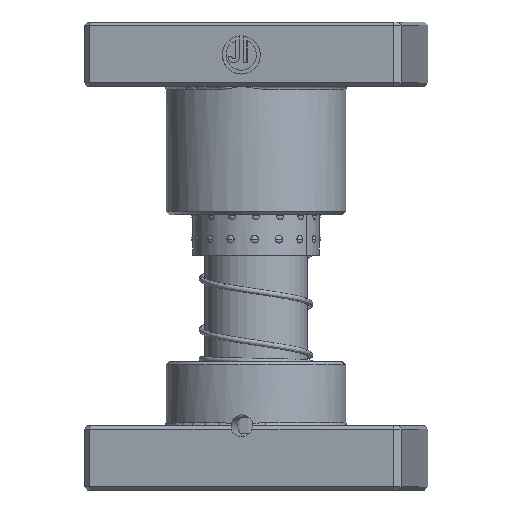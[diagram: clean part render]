
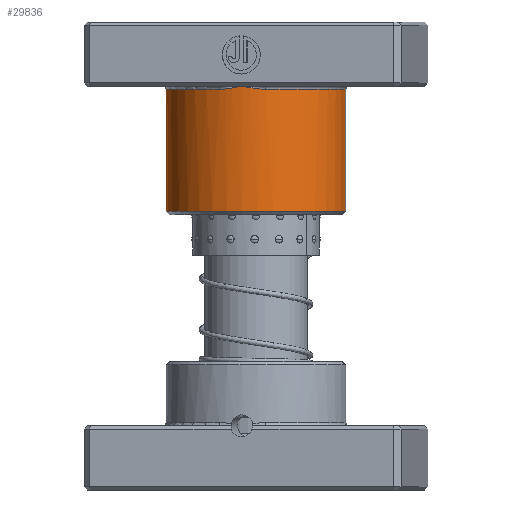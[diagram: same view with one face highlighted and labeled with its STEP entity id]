
A CAD part, front view. The second image highlights one B-rep face of the part: STEP entity #29836.
In plain terms, the highlighted cylindrical face has radius 28 mm (diameter 56 mm), a partial arc.
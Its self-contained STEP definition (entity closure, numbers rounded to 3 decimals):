
#208 = LINE ( 'NONE', #23477, #34366 ) ;
#264 = CARTESIAN_POINT ( 'NONE',  ( -28., 0., 59. ) ) ;
#805 = DIRECTION ( 'NONE',  ( 0., 0., 1. ) ) ;
#1095 = CARTESIAN_POINT ( 'NONE',  ( 7.289, 27.034, 21. ) ) ;
#1222 = CARTESIAN_POINT ( 'NONE',  ( 0.304, 28., 20.058 ) ) ;
#1419 = ORIENTED_EDGE ( 'NONE', *, *, #21376, .T. ) ;
#2098 = CARTESIAN_POINT ( 'NONE',  ( -7.289, 27.034, 21. ) ) ;
#2809 = CARTESIAN_POINT ( 'NONE',  ( -4.268, 27.68, 20.755 ) ) ;
#3622 = DIRECTION ( 'NONE',  ( 0., 0., -1. ) ) ;
#3937 = CARTESIAN_POINT ( 'NONE',  ( 0., 0., 60. ) ) ;
#5091 = AXIS2_PLACEMENT_3D ( 'NONE', #32011, #12156, #35313 ) ;
#6106 = CARTESIAN_POINT ( 'NONE',  ( -6.081, 27.339, 20.959 ) ) ;
#7375 = VECTOR ( 'NONE', #22525, 1000. ) ;
#7581 = ORIENTED_EDGE ( 'NONE', *, *, #23905, .F. ) ;
#7585 = VERTEX_POINT ( 'NONE', #8399 ) ;
#7673 = CARTESIAN_POINT ( 'NONE',  ( 6.685, 27.198, 21. ) ) ;
#7959 = DIRECTION ( 'NONE',  ( 0., 0., -1. ) ) ;
#8115 = VERTEX_POINT ( 'NONE', #34059 ) ;
#8399 = CARTESIAN_POINT ( 'NONE',  ( 0., 28., 20. ) ) ;
#9429 = CARTESIAN_POINT ( 'NONE',  ( -7.289, 27.034, 21. ) ) ;
#11033 = DIRECTION ( 'NONE',  ( 0., 0., -1. ) ) ;
#11040 = CARTESIAN_POINT ( 'NONE',  ( 4.873, 27.58, 20.837 ) ) ;
#11687 = EDGE_CURVE ( 'NONE', #24162, #7585, #20260, .T. ) ;
#11728 = ORIENTED_EDGE ( 'NONE', *, *, #40883, .T. ) ;
#12156 = DIRECTION ( 'NONE',  ( 0., 0., 1. ) ) ;
#12731 = AXIS2_PLACEMENT_3D ( 'NONE', #3937, #11033, #40542 ) ;
#12777 = ORIENTED_EDGE ( 'NONE', *, *, #16952, .T. ) ;
#14380 = CARTESIAN_POINT ( 'NONE',  ( 3.054, 27.84, 20.566 ) ) ;
#16917 = ORIENTED_EDGE ( 'NONE', *, *, #11687, .T. ) ;
#16952 = EDGE_CURVE ( 'NONE', #20024, #8115, #25045, .T. ) ;
#17712 = CARTESIAN_POINT ( 'NONE',  ( 1.529, 27.96, 20.291 ) ) ;
#17787 = EDGE_CURVE ( 'NONE', #23649, #28455, #34512, .T. ) ;
#18171 = FACE_OUTER_BOUND ( 'NONE', #41227, .T. ) ;
#18381 = CARTESIAN_POINT ( 'NONE',  ( 28., 0., 59. ) ) ;
#19112 = CIRCLE ( 'NONE', #26484, 28. ) ;
#19486 = CARTESIAN_POINT ( 'NONE',  ( 28., 0., 60. ) ) ;
#20024 = VERTEX_POINT ( 'NONE', #18381 ) ;
#20260 = B_SPLINE_CURVE_WITH_KNOTS ( 'NONE', 3,
 ( #1095, #7673, #30899, #11040, #34206, #14380, #37495, #17712, #40852, #21030, #1222, #24388 ),
 .UNSPECIFIED., .F., .F.,
 ( 4, 2, 2, 2, 2, 4 ),
 ( 0., 0.002, 0.004, 0.006, 0.006, 0.007 ),
 .UNSPECIFIED. ) ;
#20623 = CARTESIAN_POINT ( 'NONE',  ( 0., 0., 21. ) ) ;
#21030 = CARTESIAN_POINT ( 'NONE',  ( 0.611, 27.995, 20.118 ) ) ;
#21376 = EDGE_CURVE ( 'NONE', #7585, #23649, #30240, .T. ) ;
#22525 = DIRECTION ( 'NONE',  ( 0., 0., -1. ) ) ;
#22650 = CARTESIAN_POINT ( 'NONE',  ( -2.448, 27.92, 20.472 ) ) ;
#23477 = CARTESIAN_POINT ( 'NONE',  ( -28., 0., 60. ) ) ;
#23649 = VERTEX_POINT ( 'NONE', #2098 ) ;
#23905 = EDGE_CURVE ( 'NONE', #41921, #28455, #208, .T. ) ;
#23976 = DIRECTION ( 'NONE',  ( 1., 0., 0. ) ) ;
#24162 = VERTEX_POINT ( 'NONE', #28500 ) ;
#24388 = CARTESIAN_POINT ( 'NONE',  ( 0., 28., 20. ) ) ;
#25045 = LINE ( 'NONE', #19486, #7375 ) ;
#25970 = CARTESIAN_POINT ( 'NONE',  ( -4.873, 27.58, 20.837 ) ) ;
#26002 = AXIS2_PLACEMENT_3D ( 'NONE', #20623, #805, #23976 ) ;
#26484 = AXIS2_PLACEMENT_3D ( 'NONE', #27874, #7959, #31198 ) ;
#27300 = CARTESIAN_POINT ( 'NONE',  ( -28., 0., 21. ) ) ;
#27874 = CARTESIAN_POINT ( 'NONE',  ( 0., 0., 59. ) ) ;
#28424 = EDGE_CURVE ( 'NONE', #8115, #24162, #33356, .T. ) ;
#28455 = VERTEX_POINT ( 'NONE', #27300 ) ;
#28500 = CARTESIAN_POINT ( 'NONE',  ( 7.289, 27.034, 21. ) ) ;
#29304 = CARTESIAN_POINT ( 'NONE',  ( -6.685, 27.198, 21. ) ) ;
#29836 = ADVANCED_FACE ( 'NONE', ( #18171 ), #34722, .T. ) ;
#30240 = B_SPLINE_CURVE_WITH_KNOTS ( 'NONE', 3,
 ( #39075, #35664, #22650, #2809, #25970, #6106, #29304, #9429 ),
 .UNSPECIFIED., .F., .F.,
 ( 4, 2, 2, 4 ),
 ( 0., 0.004, 0.006, 0.007 ),
 .UNSPECIFIED. ) ;
#30899 = CARTESIAN_POINT ( 'NONE',  ( 6.081, 27.339, 20.959 ) ) ;
#31198 = DIRECTION ( 'NONE',  ( 1., 0., 0. ) ) ;
#31449 = ORIENTED_EDGE ( 'NONE', *, *, #28424, .T. ) ;
#32011 = CARTESIAN_POINT ( 'NONE',  ( 0., 0., 21. ) ) ;
#33356 = CIRCLE ( 'NONE', #26002, 28. ) ;
#34059 = CARTESIAN_POINT ( 'NONE',  ( 28., 0., 21. ) ) ;
#34206 = CARTESIAN_POINT ( 'NONE',  ( 4.268, 27.68, 20.755 ) ) ;
#34366 = VECTOR ( 'NONE', #3622, 1000. ) ;
#34512 = CIRCLE ( 'NONE', #5091, 28. ) ;
#34722 = CYLINDRICAL_SURFACE ( 'NONE', #12731, 28. ) ;
#35313 = DIRECTION ( 'NONE',  ( 1., 0., 0. ) ) ;
#35664 = CARTESIAN_POINT ( 'NONE',  ( -1.223, 28., 20.235 ) ) ;
#37495 = CARTESIAN_POINT ( 'NONE',  ( 2.446, 27.9, 20.46 ) ) ;
#39075 = CARTESIAN_POINT ( 'NONE',  ( 0., 28., 20. ) ) ;
#40542 = DIRECTION ( 'NONE',  ( -1., 0., 0. ) ) ;
#40754 = ORIENTED_EDGE ( 'NONE', *, *, #17787, .T. ) ;
#40852 = CARTESIAN_POINT ( 'NONE',  ( 1.223, 27.975, 20.234 ) ) ;
#40883 = EDGE_CURVE ( 'NONE', #41921, #20024, #19112, .T. ) ;
#41227 = EDGE_LOOP ( 'NONE', ( #11728, #12777, #31449, #16917, #1419, #40754, #7581 ) ) ;
#41921 = VERTEX_POINT ( 'NONE', #264 ) ;
